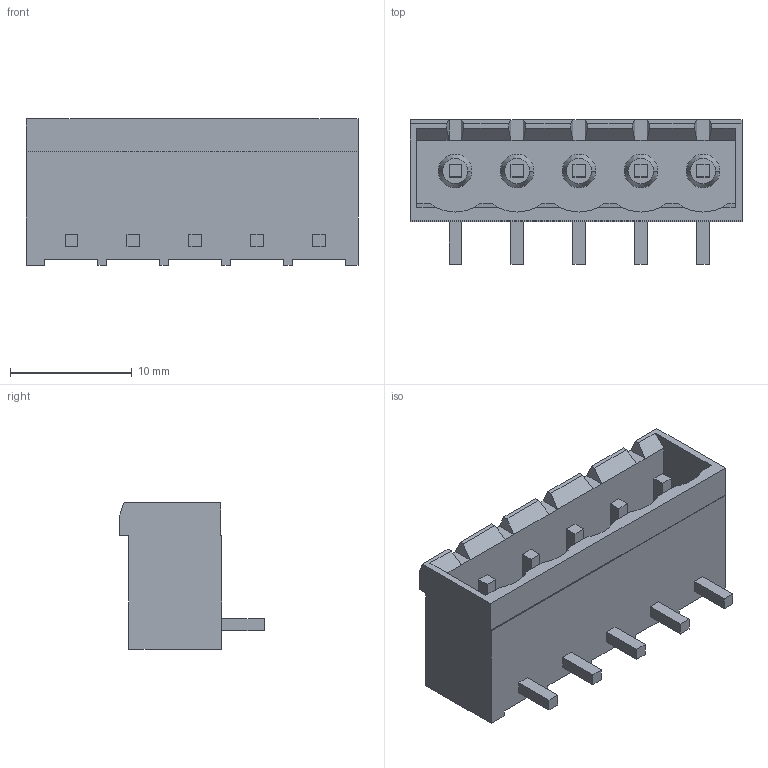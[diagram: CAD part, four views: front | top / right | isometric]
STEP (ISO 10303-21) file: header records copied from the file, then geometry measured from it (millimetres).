
FILE_DESCRIPTION((''),'2;1');
FILE_NAME('C-796638-5','2009-01-13T',('workeradm'),('Tyco Electronics Corporation'),'PRO/ENGINEER BY PARAMETRIC TECHNOLOGY CORPORATION, 2005450','PRO/ENGINEER BY PARAMETRIC TECHNOLOGY CORPORATION, 2005450','');
FILE_SCHEMA(('CONFIG_CONTROL_DESIGN', 'GEOMETRIC_VALIDATION_PROPERTIES_MIM'));
Length unit declared in the file: millimetre
Products named in the file (1): C-796638-5
Bounding box: 27.22 x 11.85 x 12 mm (x, y, z)
Volume: 1256.1 mm3; surface area: 2046.4 mm2
Topology: 1 solids, 1 shells, 147 faces, 370 edges, 240 vertices
Faces by surface type: plane 132, cone 10, cylinder 5
Entity records: 4453 total; most frequent: CARTESIAN_POINT 788, ORIENTED_EDGE 740, DIRECTION 684, EDGE_CURVE 370, VECTOR 330, LINE 330, VERTEX_POINT 240, AXIS2_PLACEMENT_3D 177
